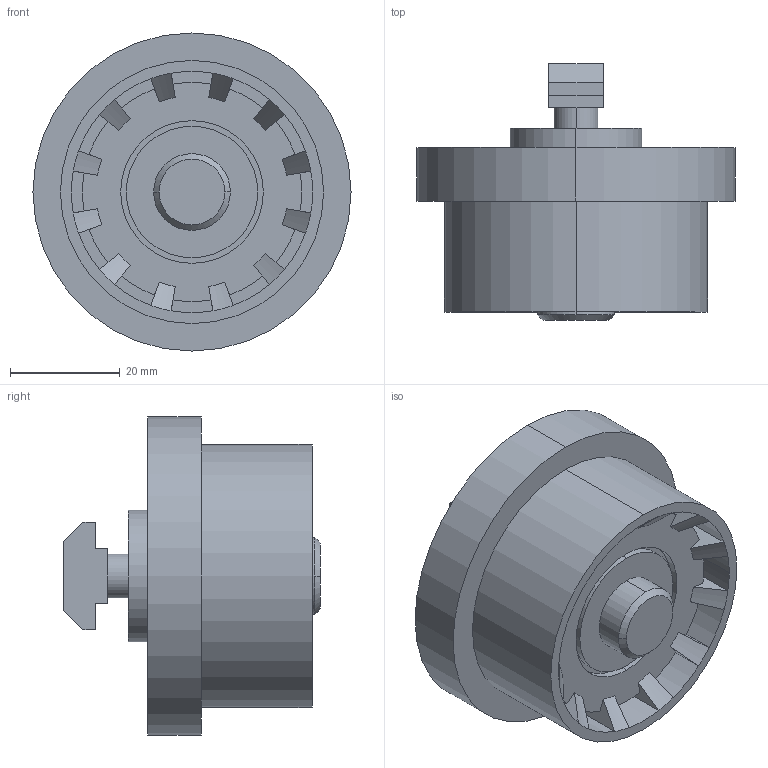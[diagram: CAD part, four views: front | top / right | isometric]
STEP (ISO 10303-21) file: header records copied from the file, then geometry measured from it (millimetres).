
FILE_DESCRIPTION (( 'STEP AP203' ), '1' );
FILE_NAME ('3_842_218_941_Bosch.step', '2024-06-10T09:31:22', ( '' ), ( '' ), 'SwSTEP 2.0', 'SolidWorks 2014', '' );
FILE_SCHEMA (( 'CONFIG_CONTROL_DESIGN' ));
Length unit declared in the file: millimetre
Products named in the file (1): 3_842_218_941_Bosch
Bounding box: 58 x 46.8 x 58 mm (x, y, z)
Volume: 51649 mm3; surface area: 18904.4 mm2
Topology: 1 solids, 1 shells, 196 faces, 496 edges, 314 vertices
Faces by surface type: plane 96, cylinder 72, cone 28
Entity records: 5975 total; most frequent: DIRECTION 1088, CARTESIAN_POINT 1007, ORIENTED_EDGE 992, EDGE_CURVE 496, AXIS2_PLACEMENT_3D 395, VERTEX_POINT 314, VECTOR 298, LINE 298
